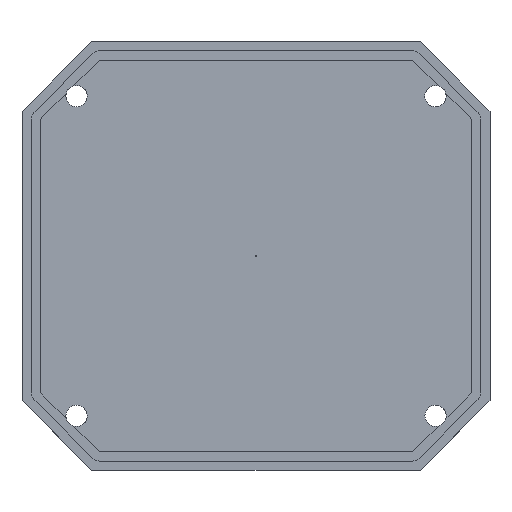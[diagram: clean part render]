
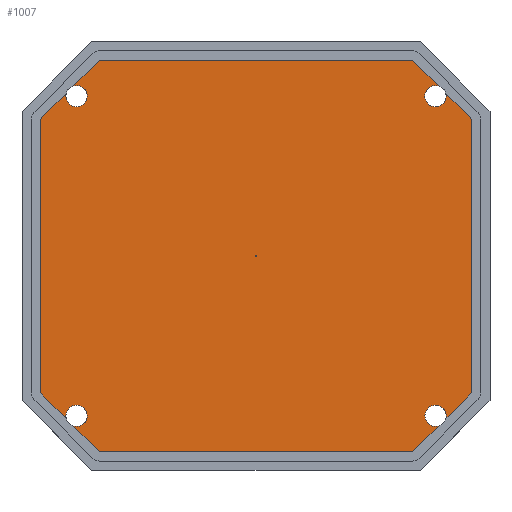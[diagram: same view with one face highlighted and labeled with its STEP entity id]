
A CAD part, top view. The second image highlights one B-rep face of the part: STEP entity #1007.
In plain terms, the highlighted planar face has unit normal (0, 0, 1).
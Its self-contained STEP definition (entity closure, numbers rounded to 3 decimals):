
#75=CARTESIAN_POINT('',(18.167,-38.047,2.032));
#76=VERTEX_POINT('',#75);
#91=CARTESIAN_POINT('',(20.96,-35.253,2.032));
#92=VERTEX_POINT('',#91);
#99=CARTESIAN_POINT('',(18.167,-38.047,2.032));
#100=DIRECTION('',(0.707,0.707,0.0));
#101=VECTOR('',#100,3.951);
#102=LINE('',#99,#101);
#103=EDGE_CURVE('',#76,#92,#102,.T.);
#115=CARTESIAN_POINT('',(-22.631,-38.891,2.032));
#116=VERTEX_POINT('',#115);
#131=CARTESIAN_POINT('',(-19.812,-41.711,2.032));
#132=VERTEX_POINT('',#131);
#139=CARTESIAN_POINT('',(-22.631,-38.891,2.032));
#140=DIRECTION('',(0.707,-0.707,0.0));
#141=VECTOR('',#140,3.987);
#142=LINE('',#139,#141);
#143=EDGE_CURVE('',#116,#132,#142,.T.);
#155=CARTESIAN_POINT('',(-23.451,-2.413,2.032));
#156=VERTEX_POINT('',#155);
#171=CARTESIAN_POINT('',(-26.27,-5.232,2.032));
#172=VERTEX_POINT('',#171);
#179=CARTESIAN_POINT('',(-23.451,-2.413,2.032));
#180=DIRECTION('',(-0.707,-0.707,0.0));
#181=VECTOR('',#180,3.986);
#182=LINE('',#179,#181);
#183=EDGE_CURVE('',#156,#172,#182,.T.);
#195=CARTESIAN_POINT('',(17.323,-1.593,2.032));
#196=VERTEX_POINT('',#195);
#211=CARTESIAN_POINT('',(14.504,1.225,2.032));
#212=VERTEX_POINT('',#211);
#219=CARTESIAN_POINT('',(17.323,-1.593,2.032));
#220=DIRECTION('',(-0.707,0.707,0.0));
#221=VECTOR('',#220,3.985);
#222=LINE('',#219,#221);
#223=EDGE_CURVE('',#196,#212,#222,.T.);
#452=CARTESIAN_POINT('',(-26.27,-35.253,2.032));
#453=VERTEX_POINT('',#452);
#460=CARTESIAN_POINT('',(-26.27,-5.232,2.032));
#461=DIRECTION('',(0.0,-1.0,0.0));
#462=VECTOR('',#461,30.021);
#463=LINE('',#460,#462);
#464=EDGE_CURVE('',#172,#453,#463,.T.);
#474=CARTESIAN_POINT('',(-23.45,-38.072,2.032));
#475=VERTEX_POINT('',#474);
#484=CARTESIAN_POINT('',(-26.27,-35.253,2.032));
#485=DIRECTION('',(0.707,-0.707,0.0));
#486=VECTOR('',#485,3.987);
#487=LINE('',#484,#486);
#488=EDGE_CURVE('',#453,#475,#487,.T.);
#514=CARTESIAN_POINT('',(14.504,-41.711,2.032));
#515=VERTEX_POINT('',#514);
#522=CARTESIAN_POINT('',(-19.812,-41.711,2.032));
#523=DIRECTION('',(1.0,0.0,0.0));
#524=VECTOR('',#523,34.317);
#525=LINE('',#522,#524);
#526=EDGE_CURVE('',#132,#515,#525,.T.);
#536=CARTESIAN_POINT('',(17.316,-38.898,2.032));
#537=VERTEX_POINT('',#536);
#546=CARTESIAN_POINT('',(14.504,-41.711,2.032));
#547=DIRECTION('',(0.707,0.707,0.0));
#548=VECTOR('',#547,3.977);
#549=LINE('',#546,#548);
#550=EDGE_CURVE('',#515,#537,#549,.T.);
#576=CARTESIAN_POINT('',(20.962,-5.232,2.032));
#577=VERTEX_POINT('',#576);
#584=CARTESIAN_POINT('',(20.96,-35.253,2.032));
#585=DIRECTION('',(0.,1.,0.0));
#586=VECTOR('',#585,30.021);
#587=LINE('',#584,#586);
#588=EDGE_CURVE('',#92,#577,#587,.T.);
#598=CARTESIAN_POINT('',(18.143,-2.414,2.032));
#599=VERTEX_POINT('',#598);
#608=CARTESIAN_POINT('',(20.962,-5.232,2.032));
#609=DIRECTION('',(-0.707,0.707,0.0));
#610=VECTOR('',#609,3.986);
#611=LINE('',#608,#610);
#612=EDGE_CURVE('',#577,#599,#611,.T.);
#638=CARTESIAN_POINT('',(-19.812,1.225,2.032));
#639=VERTEX_POINT('',#638);
#646=CARTESIAN_POINT('',(14.504,1.225,2.032));
#647=DIRECTION('',(-1.0,0.0,0.0));
#648=VECTOR('',#647,34.317);
#649=LINE('',#646,#648);
#650=EDGE_CURVE('',#212,#639,#649,.T.);
#660=CARTESIAN_POINT('',(-22.631,-1.593,2.032));
#661=VERTEX_POINT('',#660);
#670=CARTESIAN_POINT('',(-19.812,1.225,2.032));
#671=DIRECTION('',(-0.707,-0.707,0.0));
#672=VECTOR('',#671,3.986);
#673=LINE('',#670,#672);
#674=EDGE_CURVE('',#639,#661,#673,.T.);
#949=CARTESIAN_POINT('',(-28.302,-43.743,2.032));
#950=DIRECTION('',(0.0,0.0,1.0));
#951=DIRECTION('',(1.0,0.0,0.0));
#952=AXIS2_PLACEMENT_3D('',#949,#950,#951);
#953=PLANE('',#952);
#954=CARTESIAN_POINT('',(17.032,-37.763,2.032));
#955=DIRECTION('',(0.0,0.0,1.0));
#956=DIRECTION('',(1.0,0.0,0.0));
#957=AXIS2_PLACEMENT_3D('',#954,#955,#956);
#958=CIRCLE('',#957,1.17);
#959=EDGE_CURVE('',#76,#537,#958,.T.);
#960=ORIENTED_EDGE('',*,*,#959,.F.);
#961=ORIENTED_EDGE('',*,*,#103,.T.);
#962=ORIENTED_EDGE('',*,*,#588,.T.);
#963=ORIENTED_EDGE('',*,*,#612,.T.);
#964=CARTESIAN_POINT('',(17.014,-2.722,2.032));
#965=DIRECTION('',(0.0,0.0,1.0));
#966=DIRECTION('',(1.0,0.0,0.0));
#967=AXIS2_PLACEMENT_3D('',#964,#965,#966);
#968=CIRCLE('',#967,1.17);
#969=EDGE_CURVE('',#196,#599,#968,.T.);
#970=ORIENTED_EDGE('',*,*,#969,.F.);
#971=ORIENTED_EDGE('',*,*,#223,.T.);
#972=ORIENTED_EDGE('',*,*,#650,.T.);
#973=ORIENTED_EDGE('',*,*,#674,.T.);
#974=CARTESIAN_POINT('',(-22.322,-2.722,2.032));
#975=DIRECTION('',(0.0,0.0,1.0));
#976=DIRECTION('',(1.0,0.0,0.0));
#977=AXIS2_PLACEMENT_3D('',#974,#975,#976);
#978=CIRCLE('',#977,1.17);
#979=EDGE_CURVE('',#156,#661,#978,.T.);
#980=ORIENTED_EDGE('',*,*,#979,.F.);
#981=ORIENTED_EDGE('',*,*,#183,.T.);
#982=ORIENTED_EDGE('',*,*,#464,.T.);
#983=ORIENTED_EDGE('',*,*,#488,.T.);
#984=CARTESIAN_POINT('',(-22.322,-37.763,2.032));
#985=DIRECTION('',(0.0,0.0,1.0));
#986=DIRECTION('',(1.0,0.0,0.0));
#987=AXIS2_PLACEMENT_3D('',#984,#985,#986);
#988=CIRCLE('',#987,1.17);
#989=EDGE_CURVE('',#116,#475,#988,.T.);
#990=ORIENTED_EDGE('',*,*,#989,.F.);
#991=ORIENTED_EDGE('',*,*,#143,.T.);
#992=ORIENTED_EDGE('',*,*,#526,.T.);
#993=ORIENTED_EDGE('',*,*,#550,.T.);
#994=EDGE_LOOP('',(#960,#961,#962,#963,#970,#971,#972,#973,#980,#981,#982,#983,#990,#991,#992,#993));
#995=FACE_OUTER_BOUND('',#994,.T.);
#996=CARTESIAN_POINT('',(-2.554,-20.243,2.032));
#997=VERTEX_POINT('',#996);
#998=CARTESIAN_POINT('',(-2.654,-20.243,2.032));
#999=DIRECTION('',(0.0,0.0,1.0));
#1000=DIRECTION('',(1.0,0.0,0.0));
#1001=AXIS2_PLACEMENT_3D('',#998,#999,#1000);
#1002=CIRCLE('',#1001,0.1);
#1003=EDGE_CURVE('',#997,#997,#1002,.T.);
#1004=ORIENTED_EDGE('',*,*,#1003,.F.);
#1005=EDGE_LOOP('',(#1004));
#1006=FACE_BOUND('',#1005,.T.);
#1007=ADVANCED_FACE('',(#995,#1006),#953,.T.);
